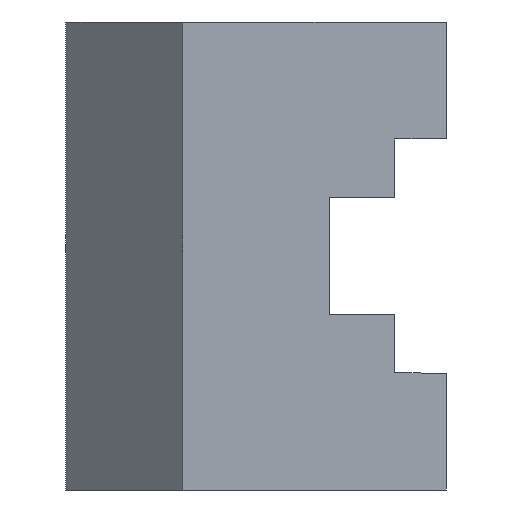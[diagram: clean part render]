
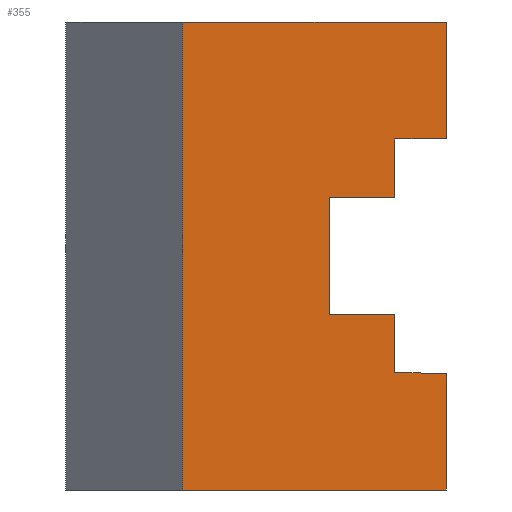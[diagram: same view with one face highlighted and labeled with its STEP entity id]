
A CAD part, left-side view. The second image highlights one B-rep face of the part: STEP entity #355.
In plain terms, the highlighted planar face has unit normal (-1, 0, 0).
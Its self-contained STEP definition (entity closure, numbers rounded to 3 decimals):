
#19 = DIRECTION ( 'NONE',  ( 0., 0., 1. ) ) ;
#27 = CARTESIAN_POINT ( 'NONE',  ( -72., 7., 16. ) ) ;
#33 = CARTESIAN_POINT ( 'NONE',  ( -72., 16., 32. ) ) ;
#37 = ORIENTED_EDGE ( 'NONE', *, *, #200, .T. ) ;
#55 = VECTOR ( 'NONE', #201, 1000. ) ;
#69 = VECTOR ( 'NONE', #205, 1000. ) ;
#74 = CARTESIAN_POINT ( 'NONE',  ( -72., 7., -8. ) ) ;
#95 = ORIENTED_EDGE ( 'NONE', *, *, #293, .T. ) ;
#105 = CARTESIAN_POINT ( 'NONE',  ( -72., 0., -32. ) ) ;
#114 = CARTESIAN_POINT ( 'NONE',  ( -72., 16., 8. ) ) ;
#132 = EDGE_CURVE ( 'NONE', #333, #298, #486, .T. ) ;
#141 = ORIENTED_EDGE ( 'NONE', *, *, #436, .T. ) ;
#188 = ORIENTED_EDGE ( 'NONE', *, *, #478, .T. ) ;
#189 = VERTEX_POINT ( 'NONE', #387 ) ;
#194 = PLANE ( 'NONE',  #947 ) ;
#200 = EDGE_CURVE ( 'NONE', #523, #746, #860, .T. ) ;
#201 = DIRECTION ( 'NONE',  ( 0., 0., 1. ) ) ;
#205 = DIRECTION ( 'NONE',  ( 0., -1., 0. ) ) ;
#227 = VERTEX_POINT ( 'NONE', #1305 ) ;
#228 = CARTESIAN_POINT ( 'NONE',  ( -72., 0., 32. ) ) ;
#251 = CARTESIAN_POINT ( 'NONE',  ( -72., 16., 8. ) ) ;
#274 = CARTESIAN_POINT ( 'NONE',  ( -72., 36., 32. ) ) ;
#288 = LINE ( 'NONE', #402, #601 ) ;
#293 = EDGE_CURVE ( 'NONE', #434, #523, #318, .T. ) ;
#298 = VERTEX_POINT ( 'NONE', #114 ) ;
#303 = DIRECTION ( 'NONE',  ( 0., 1., 0. ) ) ;
#304 = VECTOR ( 'NONE', #754, 1000. ) ;
#318 = LINE ( 'NONE', #501, #327 ) ;
#327 = VECTOR ( 'NONE', #1242, 1000. ) ;
#333 = VERTEX_POINT ( 'NONE', #931 ) ;
#342 = EDGE_CURVE ( 'NONE', #617, #611, #396, .T. ) ;
#350 = EDGE_CURVE ( 'NONE', #434, #482, #288, .T. ) ;
#355 = ADVANCED_FACE ( 'NONE', ( #417 ), #194, .F. ) ;
#379 = EDGE_LOOP ( 'NONE', ( #444, #932, #682, #982, #394, #95, #37, #473, #1204, #141, #1129, #188 ) ) ;
#387 = CARTESIAN_POINT ( 'NONE',  ( -72., 0., 16. ) ) ;
#394 = ORIENTED_EDGE ( 'NONE', *, *, #350, .F. ) ;
#396 = LINE ( 'NONE', #507, #1206 ) ;
#402 = CARTESIAN_POINT ( 'NONE',  ( -72., 36., -76.407 ) ) ;
#404 = CARTESIAN_POINT ( 'NONE',  ( -72., 0., -16. ) ) ;
#417 = FACE_OUTER_BOUND ( 'NONE', #379, .T. ) ;
#434 = VERTEX_POINT ( 'NONE', #493 ) ;
#436 = EDGE_CURVE ( 'NONE', #611, #333, #1317, .T. ) ;
#444 = ORIENTED_EDGE ( 'NONE', *, *, #1069, .T. ) ;
#473 = ORIENTED_EDGE ( 'NONE', *, *, #999, .T. ) ;
#478 = EDGE_CURVE ( 'NONE', #298, #227, #1248, .T. ) ;
#482 = VERTEX_POINT ( 'NONE', #274 ) ;
#486 = LINE ( 'NONE', #251, #578 ) ;
#493 = CARTESIAN_POINT ( 'NONE',  ( -72., 36., -32. ) ) ;
#501 = CARTESIAN_POINT ( 'NONE',  ( -72., 16., -32. ) ) ;
#507 = CARTESIAN_POINT ( 'NONE',  ( -72., 7., -16. ) ) ;
#522 = EDGE_CURVE ( 'NONE', #1195, #189, #1087, .T. ) ;
#523 = VERTEX_POINT ( 'NONE', #105 ) ;
#524 = LINE ( 'NONE', #228, #1101 ) ;
#578 = VECTOR ( 'NONE', #1309, 1000. ) ;
#579 = VECTOR ( 'NONE', #723, 1000. ) ;
#601 = VECTOR ( 'NONE', #19, 1000. ) ;
#611 = VERTEX_POINT ( 'NONE', #74 ) ;
#617 = VERTEX_POINT ( 'NONE', #1307 ) ;
#682 = ORIENTED_EDGE ( 'NONE', *, *, #1240, .T. ) ;
#705 = VERTEX_POINT ( 'NONE', #821 ) ;
#723 = DIRECTION ( 'NONE',  ( 0., -1., 0. ) ) ;
#727 = CARTESIAN_POINT ( 'NONE',  ( -72., 16., 32. ) ) ;
#733 = CARTESIAN_POINT ( 'NONE',  ( -72., 7., 8. ) ) ;
#740 = DIRECTION ( 'NONE',  ( 0., -1., 0. ) ) ;
#746 = VERTEX_POINT ( 'NONE', #404 ) ;
#754 = DIRECTION ( 'NONE',  ( 0., 0., 1. ) ) ;
#757 = LINE ( 'NONE', #759, #791 ) ;
#759 = CARTESIAN_POINT ( 'NONE',  ( -72., 0., -16. ) ) ;
#791 = VECTOR ( 'NONE', #983, 1000. ) ;
#816 = LINE ( 'NONE', #1127, #55 ) ;
#821 = CARTESIAN_POINT ( 'NONE',  ( -72., 0., 32. ) ) ;
#860 = LINE ( 'NONE', #1075, #304 ) ;
#907 = DIRECTION ( 'NONE',  ( 1., 0., 0. ) ) ;
#931 = CARTESIAN_POINT ( 'NONE',  ( -72., 16., -8. ) ) ;
#932 = ORIENTED_EDGE ( 'NONE', *, *, #522, .T. ) ;
#947 = AXIS2_PLACEMENT_3D ( 'NONE', #727, #907, #1139 ) ;
#982 = ORIENTED_EDGE ( 'NONE', *, *, #1251, .F. ) ;
#983 = DIRECTION ( 'NONE',  ( 0., 1., 0. ) ) ;
#987 = VECTOR ( 'NONE', #303, 1000. ) ;
#999 = EDGE_CURVE ( 'NONE', #746, #617, #757, .T. ) ;
#1069 = EDGE_CURVE ( 'NONE', #227, #1195, #816, .T. ) ;
#1075 = CARTESIAN_POINT ( 'NONE',  ( -72., 0., 32. ) ) ;
#1087 = LINE ( 'NONE', #1121, #579 ) ;
#1101 = VECTOR ( 'NONE', #1247, 1000. ) ;
#1116 = DIRECTION ( 'NONE',  ( 0., 0., 1. ) ) ;
#1121 = CARTESIAN_POINT ( 'NONE',  ( -72., 0., 16. ) ) ;
#1127 = CARTESIAN_POINT ( 'NONE',  ( -72., 7., 16. ) ) ;
#1129 = ORIENTED_EDGE ( 'NONE', *, *, #132, .T. ) ;
#1139 = DIRECTION ( 'NONE',  ( 0., 0., -1. ) ) ;
#1158 = LINE ( 'NONE', #33, #1276 ) ;
#1195 = VERTEX_POINT ( 'NONE', #27 ) ;
#1204 = ORIENTED_EDGE ( 'NONE', *, *, #342, .T. ) ;
#1206 = VECTOR ( 'NONE', #1116, 1000. ) ;
#1240 = EDGE_CURVE ( 'NONE', #189, #705, #524, .T. ) ;
#1242 = DIRECTION ( 'NONE',  ( 0., -1., 0. ) ) ;
#1247 = DIRECTION ( 'NONE',  ( 0., 0., 1. ) ) ;
#1248 = LINE ( 'NONE', #733, #69 ) ;
#1251 = EDGE_CURVE ( 'NONE', #482, #705, #1158, .T. ) ;
#1276 = VECTOR ( 'NONE', #740, 1000. ) ;
#1305 = CARTESIAN_POINT ( 'NONE',  ( -72., 7., 8. ) ) ;
#1307 = CARTESIAN_POINT ( 'NONE',  ( -72., 7., -16. ) ) ;
#1309 = DIRECTION ( 'NONE',  ( 0., 0., 1. ) ) ;
#1317 = LINE ( 'NONE', #1323, #987 ) ;
#1323 = CARTESIAN_POINT ( 'NONE',  ( -72., 7., -8. ) ) ;
